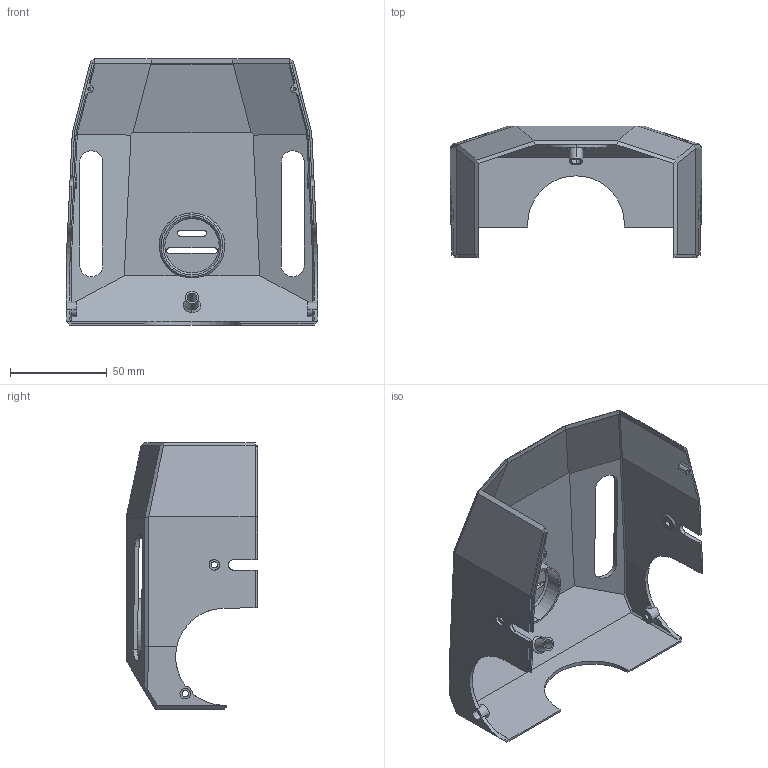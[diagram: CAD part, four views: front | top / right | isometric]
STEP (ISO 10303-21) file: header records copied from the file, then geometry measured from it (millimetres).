
FILE_DESCRIPTION((''),'2;1');
FILE_NAME('ROBOTIS-OP3_CVR_BODY_F_PRT','2017-02-10T',('kimdolyang'),(''),'PRO/ENGINEER BY PARAMETRIC TECHNOLOGY CORPORATION, 2013410','PRO/ENGINEER BY PARAMETRIC TECHNOLOGY CORPORATION, 2013410','');
FILE_SCHEMA(('AUTOMOTIVE_DESIGN { 1 0 10303 214 1 1 1 1 }'));
Length unit declared in the file: millimetre
Products named in the file (1): ROBOTIS-OP3_CVR_BODY_F_PRT
Bounding box: 130 x 67.9 x 137.5 mm (x, y, z)
Volume: 62337.8 mm3; surface area: 66188.3 mm2
Topology: 1 solids, 1 shells, 189 faces, 513 edges, 334 vertices
Faces by surface type: plane 123, cylinder 54, cone 6, bspline 6
Entity records: 6717 total; most frequent: CARTESIAN_POINT 1868, ORIENTED_EDGE 1026, DIRECTION 918, EDGE_CURVE 513, VECTOR 368, LINE 368, VERTEX_POINT 334, AXIS2_PLACEMENT_3D 275
